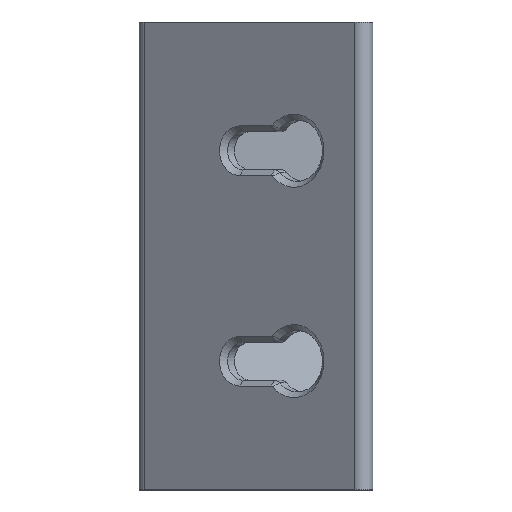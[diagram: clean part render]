
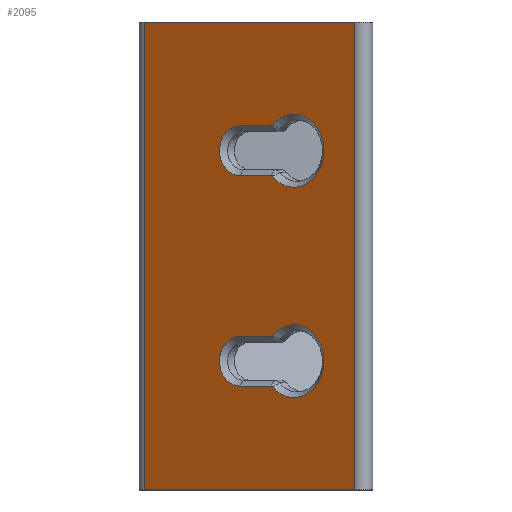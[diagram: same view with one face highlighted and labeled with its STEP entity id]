
A CAD part, top view. The second image highlights one B-rep face of the part: STEP entity #2095.
In plain terms, the highlighted planar face has unit normal (-0.574, 0, 0.819).
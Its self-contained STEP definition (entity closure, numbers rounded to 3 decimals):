
#15=FACE_BOUND('',#252,.T.);
#16=FACE_BOUND('',#253,.T.);
#67=PLANE('',#2231);
#139=FACE_OUTER_BOUND('',#251,.T.);
#251=EDGE_LOOP('',(#1481,#1482,#1483,#1484));
#252=EDGE_LOOP('',(#1485,#1486,#1487,#1488,#1489,#1490));
#253=EDGE_LOOP('',(#1491,#1492,#1493,#1494,#1495,#1496));
#364=CIRCLE('',#2213,0.5);
#365=CIRCLE('',#2215,6.25);
#368=CIRCLE('',#2219,0.5);
#369=CIRCLE('',#2222,4.25);
#373=CIRCLE('',#2232,6.25);
#374=CIRCLE('',#2233,0.5);
#375=CIRCLE('',#2234,4.25);
#376=CIRCLE('',#2235,0.5);
#451=LINE('',#3059,#685);
#455=LINE('',#3070,#689);
#464=LINE('',#3093,#698);
#465=LINE('',#3095,#699);
#466=LINE('',#3097,#700);
#467=LINE('',#3098,#701);
#468=LINE('',#3105,#702);
#469=LINE('',#3109,#703);
#685=VECTOR('',#2433,10.);
#689=VECTOR('',#2445,10.);
#698=VECTOR('',#2468,10.);
#699=VECTOR('',#2469,10.);
#700=VECTOR('',#2470,10.);
#701=VECTOR('',#2471,10.);
#702=VECTOR('',#2476,10.);
#703=VECTOR('',#2479,10.);
#915=VERTEX_POINT('',#3037);
#918=VERTEX_POINT('',#3042);
#919=VERTEX_POINT('',#3046);
#921=VERTEX_POINT('',#3052);
#923=VERTEX_POINT('',#3058);
#925=VERTEX_POINT('',#3064);
#932=VERTEX_POINT('',#3091);
#933=VERTEX_POINT('',#3092);
#934=VERTEX_POINT('',#3094);
#935=VERTEX_POINT('',#3096);
#936=VERTEX_POINT('',#3099);
#937=VERTEX_POINT('',#3100);
#938=VERTEX_POINT('',#3102);
#939=VERTEX_POINT('',#3104);
#940=VERTEX_POINT('',#3106);
#941=VERTEX_POINT('',#3108);
#1126=EDGE_CURVE('',#918,#915,#364,.T.);
#1127=EDGE_CURVE('',#915,#919,#365,.T.);
#1132=EDGE_CURVE('',#919,#921,#368,.T.);
#1133=EDGE_CURVE('',#921,#923,#451,.T.);
#1136=EDGE_CURVE('',#923,#925,#369,.T.);
#1139=EDGE_CURVE('',#925,#918,#455,.T.);
#1150=EDGE_CURVE('',#932,#933,#464,.T.);
#1151=EDGE_CURVE('',#932,#934,#465,.T.);
#1152=EDGE_CURVE('',#935,#934,#466,.T.);
#1153=EDGE_CURVE('',#933,#935,#467,.T.);
#1154=EDGE_CURVE('',#936,#937,#373,.T.);
#1155=EDGE_CURVE('',#938,#936,#374,.T.);
#1156=EDGE_CURVE('',#939,#938,#468,.T.);
#1157=EDGE_CURVE('',#940,#939,#375,.T.);
#1158=EDGE_CURVE('',#941,#940,#469,.T.);
#1159=EDGE_CURVE('',#937,#941,#376,.T.);
#1481=ORIENTED_EDGE('',*,*,#1150,.F.);
#1482=ORIENTED_EDGE('',*,*,#1151,.T.);
#1483=ORIENTED_EDGE('',*,*,#1152,.F.);
#1484=ORIENTED_EDGE('',*,*,#1153,.F.);
#1485=ORIENTED_EDGE('',*,*,#1154,.F.);
#1486=ORIENTED_EDGE('',*,*,#1155,.F.);
#1487=ORIENTED_EDGE('',*,*,#1156,.F.);
#1488=ORIENTED_EDGE('',*,*,#1157,.F.);
#1489=ORIENTED_EDGE('',*,*,#1158,.F.);
#1490=ORIENTED_EDGE('',*,*,#1159,.F.);
#1491=ORIENTED_EDGE('',*,*,#1127,.F.);
#1492=ORIENTED_EDGE('',*,*,#1126,.F.);
#1493=ORIENTED_EDGE('',*,*,#1139,.F.);
#1494=ORIENTED_EDGE('',*,*,#1136,.F.);
#1495=ORIENTED_EDGE('',*,*,#1133,.F.);
#1496=ORIENTED_EDGE('',*,*,#1132,.F.);
#2095=ADVANCED_FACE('',(#139,#15,#16),#67,.T.);
#2213=AXIS2_PLACEMENT_3D('',#3044,#2415,#2416);
#2215=AXIS2_PLACEMENT_3D('',#3047,#2419,#2420);
#2219=AXIS2_PLACEMENT_3D('',#3056,#2429,#2430);
#2222=AXIS2_PLACEMENT_3D('',#3065,#2438,#2439);
#2231=AXIS2_PLACEMENT_3D('',#3090,#2466,#2467);
#2232=AXIS2_PLACEMENT_3D('',#3101,#2472,#2473);
#2233=AXIS2_PLACEMENT_3D('',#3103,#2474,#2475);
#2234=AXIS2_PLACEMENT_3D('',#3107,#2477,#2478);
#2235=AXIS2_PLACEMENT_3D('',#3110,#2480,#2481);
#2415=DIRECTION('center_axis',(0.574,0.,-0.819));
#2416=DIRECTION('ref_axis',(0.315,0.923,0.221));
#2419=DIRECTION('center_axis',(-0.574,0.,0.819));
#2420=DIRECTION('ref_axis',(0.,-1.,0.));
#2429=DIRECTION('center_axis',(0.574,0.,-0.819));
#2430=DIRECTION('ref_axis',(0.315,-0.923,0.221));
#2433=DIRECTION('',(-0.819,0.,-0.574));
#2438=DIRECTION('center_axis',(-0.574,0.,0.819));
#2439=DIRECTION('ref_axis',(0.,-1.,0.));
#2445=DIRECTION('',(0.819,0.,0.574));
#2466=DIRECTION('center_axis',(-0.574,0.,0.819));
#2467=DIRECTION('ref_axis',(0.819,0.,0.574));
#2468=DIRECTION('',(0.,1.,0.));
#2469=DIRECTION('',(0.819,0.,0.574));
#2470=DIRECTION('',(0.,-1.,0.));
#2471=DIRECTION('',(0.819,0.,0.574));
#2472=DIRECTION('center_axis',(-0.574,0.,0.819));
#2473=DIRECTION('ref_axis',(0.,-1.,0.));
#2474=DIRECTION('center_axis',(0.574,0.,-0.819));
#2475=DIRECTION('ref_axis',(0.315,0.923,0.221));
#2476=DIRECTION('',(0.819,0.,0.574));
#2477=DIRECTION('center_axis',(-0.574,0.,0.819));
#2478=DIRECTION('ref_axis',(0.,-1.,0.));
#2479=DIRECTION('',(-0.819,0.,-0.574));
#2480=DIRECTION('center_axis',(0.574,0.,-0.819));
#2481=DIRECTION('ref_axis',(0.315,-0.923,0.221));
#3037=CARTESIAN_POINT('',(22.855,17.602,20.003));
#3042=CARTESIAN_POINT('',(22.564,17.75,19.799));
#3044=CARTESIAN_POINT('Origin',(22.564,17.25,19.799));
#3046=CARTESIAN_POINT('',(22.855,26.398,20.003));
#3047=CARTESIAN_POINT('Origin',(26.492,22.,22.55));
#3052=CARTESIAN_POINT('',(22.564,26.25,19.799));
#3056=CARTESIAN_POINT('Origin',(22.564,26.75,19.799));
#3058=CARTESIAN_POINT('',(17.236,26.25,16.069));
#3059=CARTESIAN_POINT('',(8.618,26.25,10.034));
#3064=CARTESIAN_POINT('',(17.236,17.75,16.069));
#3065=CARTESIAN_POINT('Origin',(17.236,22.,16.069));
#3070=CARTESIAN_POINT('',(11.557,17.75,12.093));
#3090=CARTESIAN_POINT('Origin',(0.,0.,4.));
#3091=CARTESIAN_POINT('',(0.853,0.,4.597));
#3092=CARTESIAN_POINT('',(0.853,80.,4.597));
#3093=CARTESIAN_POINT('',(0.853,0.,4.597));
#3094=CARTESIAN_POINT('',(36.853,0.,29.805));
#3095=CARTESIAN_POINT('',(0.,0.,4.));
#3096=CARTESIAN_POINT('',(36.853,80.,29.805));
#3097=CARTESIAN_POINT('',(36.853,0.,29.805));
#3098=CARTESIAN_POINT('',(0.,80.,4.));
#3099=CARTESIAN_POINT('',(22.855,53.602,20.003));
#3100=CARTESIAN_POINT('',(22.855,62.398,20.003));
#3101=CARTESIAN_POINT('Origin',(26.492,58.,22.55));
#3102=CARTESIAN_POINT('',(22.564,53.75,19.799));
#3103=CARTESIAN_POINT('Origin',(22.564,53.25,19.799));
#3104=CARTESIAN_POINT('',(17.236,53.75,16.069));
#3105=CARTESIAN_POINT('',(11.557,53.75,12.093));
#3106=CARTESIAN_POINT('',(17.236,62.25,16.069));
#3107=CARTESIAN_POINT('Origin',(17.236,58.,16.069));
#3108=CARTESIAN_POINT('',(22.564,62.25,19.799));
#3109=CARTESIAN_POINT('',(8.618,62.25,10.034));
#3110=CARTESIAN_POINT('Origin',(22.564,62.75,19.799));
